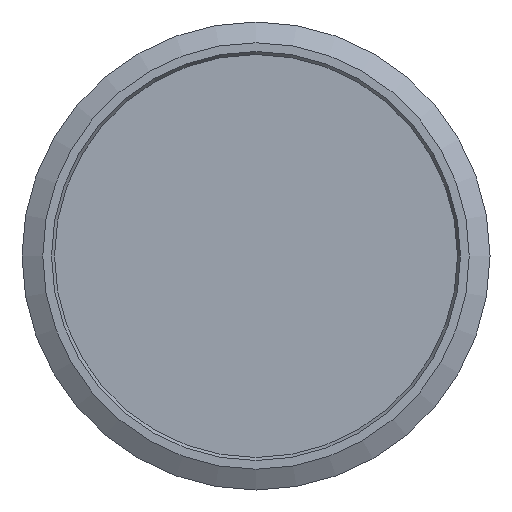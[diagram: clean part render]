
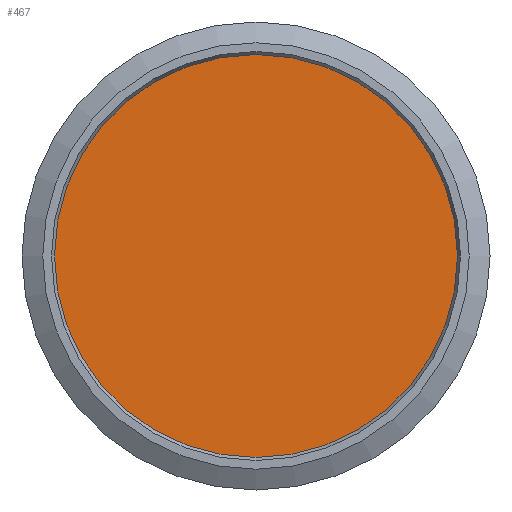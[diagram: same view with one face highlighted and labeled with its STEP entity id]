
A CAD part, front view. The second image highlights one B-rep face of the part: STEP entity #467.
In plain terms, the highlighted planar face has unit normal (0, -1, 0).
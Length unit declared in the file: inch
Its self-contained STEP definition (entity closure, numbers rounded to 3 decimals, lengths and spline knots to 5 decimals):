
#66 = DIRECTION ( 'NONE',  ( 0., 0., -1. ) ) ;
#134 = PLANE ( 'NONE',  #976 ) ;
#137 = CARTESIAN_POINT ( 'NONE',  ( 0., -1.96063, 0. ) ) ;
#138 = CIRCLE ( 'NONE', #505, 0.30512 ) ;
#146 = ORIENTED_EDGE ( 'NONE', *, *, #974, .T. ) ;
#183 = CARTESIAN_POINT ( 'NONE',  ( 0., -1.96063, -0.30512 ) ) ;
#201 = EDGE_LOOP ( 'NONE', ( #146 ) ) ;
#322 = CARTESIAN_POINT ( 'NONE',  ( 0., -1.96063, 0. ) ) ;
#403 = VERTEX_POINT ( 'NONE', #183 ) ;
#467 = ADVANCED_FACE ( 'NONE', ( #862 ), #134, .T. ) ;
#480 = DIRECTION ( 'NONE',  ( 0., -1., 0. ) ) ;
#505 = AXIS2_PLACEMENT_3D ( 'NONE', #322, #480, #574 ) ;
#574 = DIRECTION ( 'NONE',  ( 0., 0., -1. ) ) ;
#716 = DIRECTION ( 'NONE',  ( 0., -1., 0. ) ) ;
#862 = FACE_OUTER_BOUND ( 'NONE', #201, .T. ) ;
#974 = EDGE_CURVE ( 'NONE', #403, #403, #138, .T. ) ;
#976 = AXIS2_PLACEMENT_3D ( 'NONE', #137, #716, #66 ) ;
